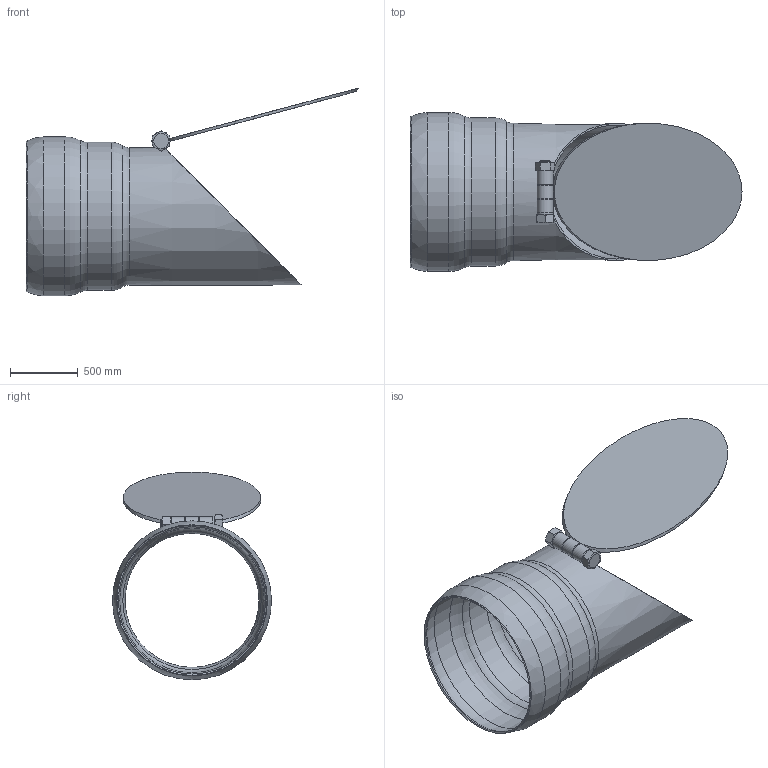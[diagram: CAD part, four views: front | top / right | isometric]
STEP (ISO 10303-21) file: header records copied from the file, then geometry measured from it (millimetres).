
FILE_DESCRIPTION(/* description */ (''),/* implementation_level */ '2;1');
FILE_NAME(/* name */ '04320.100X_3D.stp',/* time_stamp */ '2024-12-11T13:30:09+01:00',/* author */ ('CAD'),/* organization */ (''),/* preprocessor_version */ 'ST-DEVELOPER v20',/* originating_system */ 'AutoCAD Mechanical',/* authorisation */ '');
FILE_SCHEMA (('AUTOMOTIVE_DESIGN { 1 0 10303 214 3 1 1 }'));
Length unit declared in the file: centimetre
Products named in the file (1): Product
Bounding box: 2456.18 x 1176 x 1536.18 mm (x, y, z)
Volume: 89083401.8 mm3; surface area: 13270505.8 mm2
Topology: 10 solids, 10 shells, 135 faces, 289 edges, 172 vertices
Faces by surface type: cone 76, plane 29, cylinder 15, torus 13, sphere 1, bspline 1
Full cylindrical faces by diameter (mm): 62.217 x1, 80.4 x1, 90 x3, 120 x4, 992 x1, 1016 x1, 1072 x1, 1096 x1, 1152 x1, 1176 x1
Entity records: 4044 total; most frequent: CARTESIAN_POINT 1101, DIRECTION 649, ORIENTED_EDGE 574, EDGE_CURVE 287, AXIS2_PLACEMENT_3D 279, VERTEX_POINT 171, EDGE_LOOP 146, CIRCLE 140
